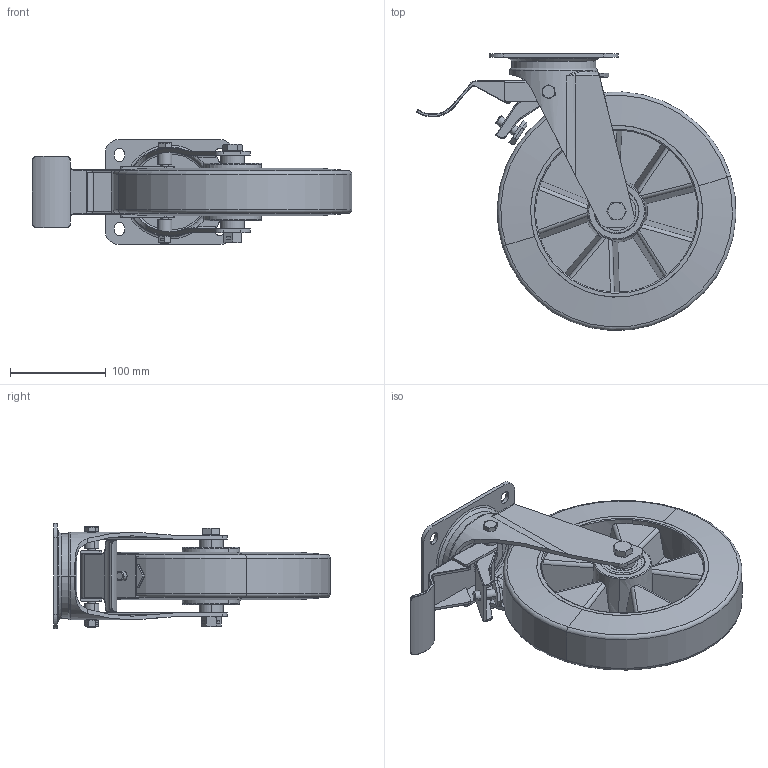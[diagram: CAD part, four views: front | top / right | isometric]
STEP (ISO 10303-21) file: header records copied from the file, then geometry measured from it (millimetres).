
FILE_DESCRIPTION (( 'STEP AP214' ), '1' );
FILE_NAME ('0029686_L-IK-EGA-250-K-3-DSV.STEP', '2016-07-13T09:51:36', ( '' ), ( '' ), 'SwSTEP 2.0', 'SolidWorks 2016', '' );
FILE_SCHEMA (( 'AUTOMOTIVE_DESIGN' ));
Length unit declared in the file: millimetre
Products named in the file (1): 0029686_L-IK-EGA-250-K-3-DSV
Bounding box: 334.64 x 289.84 x 110 mm (x, y, z)
Surface area: 401563.8 mm2 (no closed solid volume)
Topology: 0 solids, 23 shells, 511 faces, 1333 edges, 846 vertices
Faces by surface type: plane 204, cylinder 172, torus 69, cone 44, bspline 22
Entity records: 24410 total; most frequent: CARTESIAN_POINT 6485, DIRECTION 2583, ORIENTED_EDGE 2470, EDGE_CURVE 1331, AXIS2_PLACEMENT_3D 1008, VERTEX_POINT 846, EDGE_LOOP 569, LINE 567
